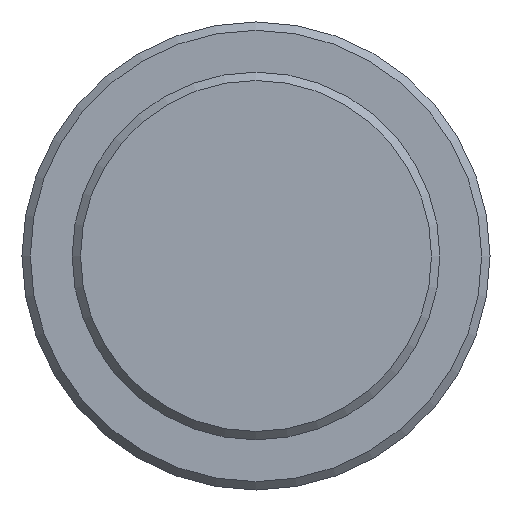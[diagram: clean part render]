
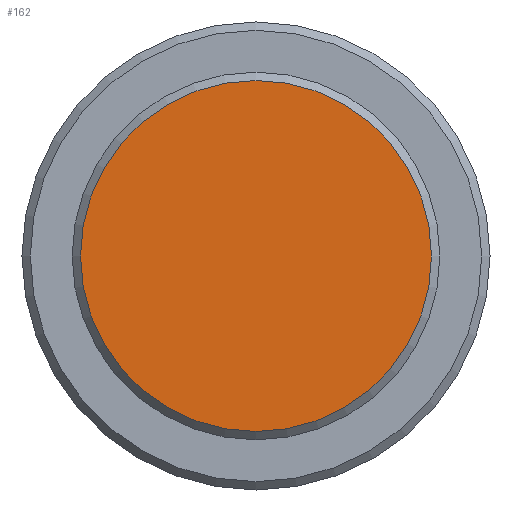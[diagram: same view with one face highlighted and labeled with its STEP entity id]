
A CAD part, left-side view. The second image highlights one B-rep face of the part: STEP entity #162.
In plain terms, the highlighted planar face has unit normal (-1, 0, 0).
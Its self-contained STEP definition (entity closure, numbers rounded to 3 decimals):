
#18=PLANE('',#196);
#29=FACE_OUTER_BOUND('',#41,.T.);
#41=EDGE_LOOP('',(#134));
#68=CIRCLE('',#192,10.5);
#82=VERTEX_POINT('',#285);
#98=EDGE_CURVE('',#82,#82,#68,.T.);
#134=ORIENTED_EDGE('',*,*,#98,.F.);
#162=ADVANCED_FACE('',(#29),#18,.T.);
#192=AXIS2_PLACEMENT_3D('',#286,#231,#232);
#196=AXIS2_PLACEMENT_3D('',#294,#241,#242);
#231=DIRECTION('center_axis',(1.,0.,0.));
#232=DIRECTION('ref_axis',(0.,0.,-1.));
#241=DIRECTION('center_axis',(-1.,0.,0.));
#242=DIRECTION('ref_axis',(0.,0.,1.));
#285=CARTESIAN_POINT('',(-26.,0.,10.5));
#286=CARTESIAN_POINT('Origin',(-26.,0.,0.));
#294=CARTESIAN_POINT('Origin',(-26.,0.,0.));
